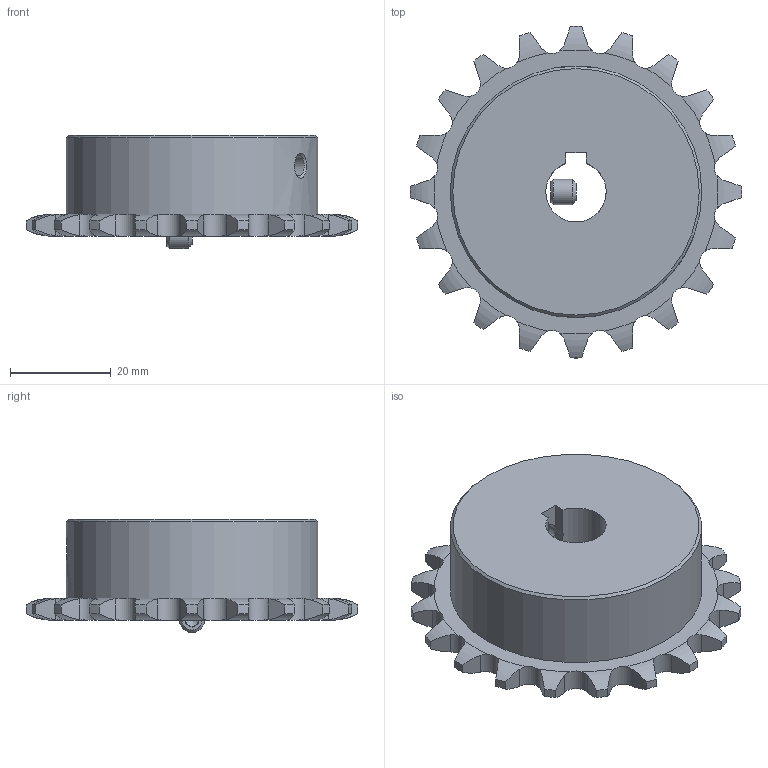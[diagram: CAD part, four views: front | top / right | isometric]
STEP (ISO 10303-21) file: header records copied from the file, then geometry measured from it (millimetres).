
FILE_DESCRIPTION(('STEP AP203'),'1');
FILE_NAME('BSP35B20-N-12.stp','2022-10-25T17:02:46',('License CC BY-ND 4.0'),('CADENAS'),' ','PARTsolutions',' ');
FILE_SCHEMA(('CONFIG_CONTROL_DESIGN'));
Products named in the file (3): BSP35B20-N-12; _BSP35B20-N-12_b; _SET-SCREW5-5
Bounding box: 66 x 66 x 22.5 mm (x, y, z)
Volume: 40075.5 mm3; surface area: 10373.1 mm2
Topology: 2 solids, 2 shells, 154 faces, 441 edges, 291 vertices
Faces by surface type: plane 63, cylinder 45, torus 40, cone 6
Full cylindrical faces by diameter (mm): 4.134 x2, 5 x1, 50 x1
Entity records: 5741 total; most frequent: CARTESIAN_POINT 1936, ORIENTED_EDGE 852, DIRECTION 716, EDGE_CURVE 426, AXIS2_PLACEMENT_3D 297, VERTEX_POINT 287, EDGE_LOOP 170, B_SPLINE_CURVE_WITH_KNOTS 165
